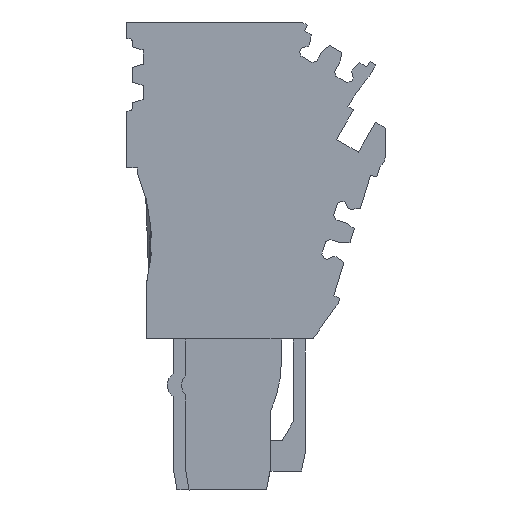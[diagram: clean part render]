
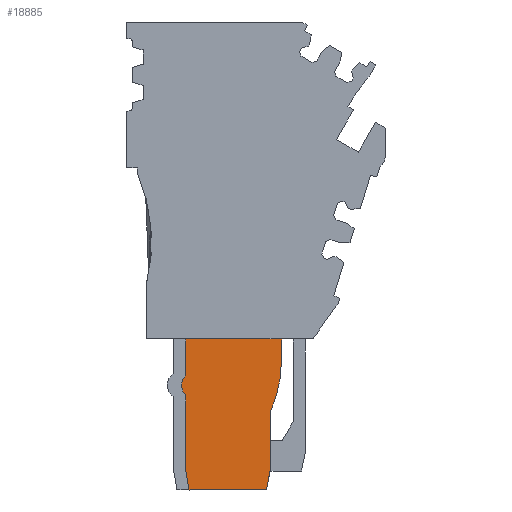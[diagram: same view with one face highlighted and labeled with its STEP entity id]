
A CAD part, left-side view. The second image highlights one B-rep face of the part: STEP entity #18885.
In plain terms, the highlighted planar face has unit normal (-1, 0, 0).
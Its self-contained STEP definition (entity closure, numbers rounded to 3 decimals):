
#18817=AXIS2_PLACEMENT_3D('Plane Axis2P3D',#18814,#18815,#18816) ;
#18828=AXIS2_PLACEMENT_3D('Circle Axis2P3D',#18826,#18827,$) ;
#18870=AXIS2_PLACEMENT_3D('Circle Axis2P3D',#18868,#18869,$) ;
#8585=CARTESIAN_POINT('Vertex',(0.7,17.4,13.15)) ;
#8588=CARTESIAN_POINT('Line Origine',(0.7,13.225,13.15)) ;
#8592=CARTESIAN_POINT('Vertex',(0.7,9.05,13.15)) ;
#18795=CARTESIAN_POINT('Line Origine',(0.7,9.05,12.244)) ;
#18799=CARTESIAN_POINT('Vertex',(0.7,9.05,11.337)) ;
#18814=CARTESIAN_POINT('Axis2P3D Location',(0.7,20.086,11.345)) ;
#18819=CARTESIAN_POINT('Line Origine',(0.7,17.4,11.561)) ;
#18823=CARTESIAN_POINT('Vertex',(0.7,17.4,9.972)) ;
#18826=CARTESIAN_POINT('Axis2P3D Location',(0.7,16.55,9.125)) ;
#18830=CARTESIAN_POINT('Vertex',(0.7,17.4,8.278)) ;
#18833=CARTESIAN_POINT('Line Origine',(0.7,17.4,4.972)) ;
#18837=CARTESIAN_POINT('Vertex',(0.7,17.4,1.666)) ;
#18840=CARTESIAN_POINT('Line Origine',(0.7,17.253,0.833)) ;
#18844=CARTESIAN_POINT('Vertex',(0.7,17.106,0.)) ;
#18847=CARTESIAN_POINT('Line Origine',(0.7,13.728,0.)) ;
#18851=CARTESIAN_POINT('Vertex',(0.7,10.35,0.)) ;
#18854=CARTESIAN_POINT('Line Origine',(0.7,10.2,0.851)) ;
#18858=CARTESIAN_POINT('Vertex',(0.7,10.05,1.701)) ;
#18861=CARTESIAN_POINT('Line Origine',(0.7,10.05,4.228)) ;
#18865=CARTESIAN_POINT('Vertex',(0.7,10.05,6.755)) ;
#18868=CARTESIAN_POINT('Axis2P3D Location',(0.7,20.086,11.345)) ;
#8589=DIRECTION('Vector Direction',(0.,1.,0.)) ;
#18796=DIRECTION('Vector Direction',(0.,0.,-1.)) ;
#18815=DIRECTION('Axis2P3D Direction',(1.,0.,0.)) ;
#18816=DIRECTION('Axis2P3D XDirection',(0.,0.,-1.)) ;
#18820=DIRECTION('Vector Direction',(0.,0.,-1.)) ;
#18827=DIRECTION('Axis2P3D Direction',(1.,0.,0.)) ;
#18834=DIRECTION('Vector Direction',(0.,0.,-1.)) ;
#18841=DIRECTION('Vector Direction',(0.,-0.174,-0.985)) ;
#18848=DIRECTION('Vector Direction',(0.,1.,0.)) ;
#18855=DIRECTION('Vector Direction',(0.,0.174,-0.985)) ;
#18862=DIRECTION('Vector Direction',(0.,0.,-1.)) ;
#18869=DIRECTION('Axis2P3D Direction',(1.,0.,0.)) ;
#8590=VECTOR('Line Direction',#8589,1.) ;
#18797=VECTOR('Line Direction',#18796,1.) ;
#18821=VECTOR('Line Direction',#18820,1.) ;
#18835=VECTOR('Line Direction',#18834,1.) ;
#18842=VECTOR('Line Direction',#18841,1.) ;
#18849=VECTOR('Line Direction',#18848,1.) ;
#18856=VECTOR('Line Direction',#18855,1.) ;
#18863=VECTOR('Line Direction',#18862,1.) ;
#18874=ORIENTED_EDGE('',*,*,#18825,.T.) ;
#18875=ORIENTED_EDGE('',*,*,#18832,.F.) ;
#18876=ORIENTED_EDGE('',*,*,#18839,.T.) ;
#18877=ORIENTED_EDGE('',*,*,#18846,.T.) ;
#18878=ORIENTED_EDGE('',*,*,#18853,.F.) ;
#18879=ORIENTED_EDGE('',*,*,#18860,.F.) ;
#18880=ORIENTED_EDGE('',*,*,#18867,.F.) ;
#18881=ORIENTED_EDGE('',*,*,#18872,.F.) ;
#18882=ORIENTED_EDGE('',*,*,#18801,.F.) ;
#18883=ORIENTED_EDGE('',*,*,#8594,.T.) ;
#18885=ADVANCED_FACE('V1',(#18884),#18818,.F.) ;
#18829=CIRCLE('generated circle',#18828,1.2) ;
#18871=CIRCLE('generated circle',#18870,11.036) ;
#8594=EDGE_CURVE('',#8593,#8586,#8591,.T.) ;
#18801=EDGE_CURVE('',#8593,#18800,#18798,.T.) ;
#18825=EDGE_CURVE('',#8586,#18824,#18822,.T.) ;
#18832=EDGE_CURVE('',#18831,#18824,#18829,.T.) ;
#18839=EDGE_CURVE('',#18831,#18838,#18836,.T.) ;
#18846=EDGE_CURVE('',#18838,#18845,#18843,.T.) ;
#18853=EDGE_CURVE('',#18852,#18845,#18850,.T.) ;
#18860=EDGE_CURVE('',#18859,#18852,#18857,.T.) ;
#18867=EDGE_CURVE('',#18866,#18859,#18864,.T.) ;
#18872=EDGE_CURVE('',#18800,#18866,#18871,.T.) ;
#18873=EDGE_LOOP('',(#18874,#18875,#18876,#18877,#18878,#18879,#18880,#18881,#18882,#18883)) ;
#18884=FACE_OUTER_BOUND('',#18873,.T.) ;
#8591=LINE('Line',#8588,#8590) ;
#18798=LINE('Line',#18795,#18797) ;
#18822=LINE('Line',#18819,#18821) ;
#18836=LINE('Line',#18833,#18835) ;
#18843=LINE('Line',#18840,#18842) ;
#18850=LINE('Line',#18847,#18849) ;
#18857=LINE('Line',#18854,#18856) ;
#18864=LINE('Line',#18861,#18863) ;
#18818=PLANE('',#18817) ;
#8586=VERTEX_POINT('',#8585) ;
#8593=VERTEX_POINT('',#8592) ;
#18800=VERTEX_POINT('',#18799) ;
#18824=VERTEX_POINT('',#18823) ;
#18831=VERTEX_POINT('',#18830) ;
#18838=VERTEX_POINT('',#18837) ;
#18845=VERTEX_POINT('',#18844) ;
#18852=VERTEX_POINT('',#18851) ;
#18859=VERTEX_POINT('',#18858) ;
#18866=VERTEX_POINT('',#18865) ;
